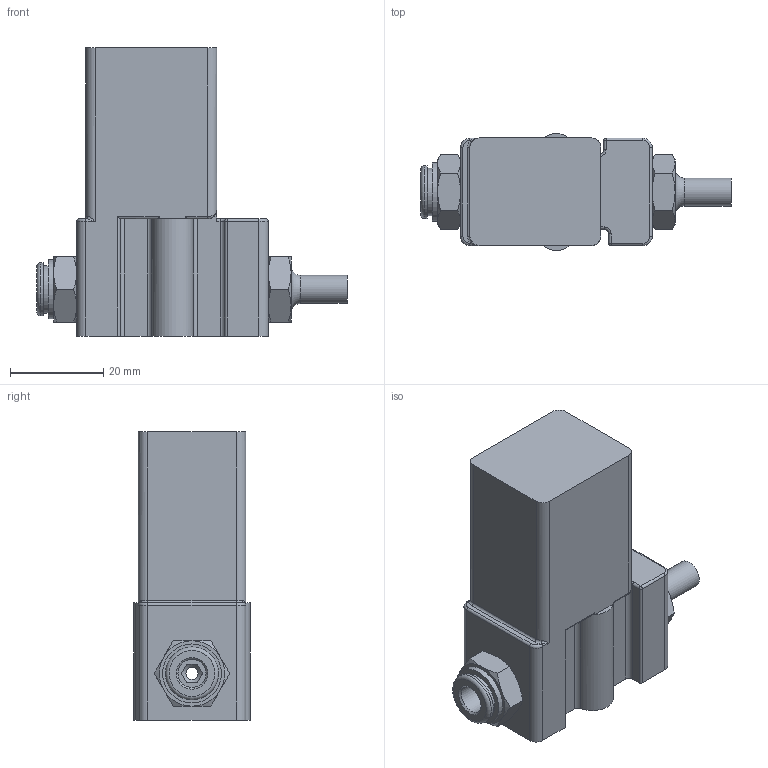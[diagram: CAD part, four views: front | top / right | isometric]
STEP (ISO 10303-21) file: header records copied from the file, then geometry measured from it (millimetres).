
FILE_DESCRIPTION(/* description */ (''),/* implementation_level */ '2;1');
FILE_NAME(/* name */ 'Solenoid.step',/* time_stamp */ '2025-11-18T10:53:09-05:00',/* author */ (''),/* organization */ (''),/* preprocessor_version */ 'ST-DEVELOPER v20.1',/* originating_system */ 'Autodesk Translation Framework v14.21.0.0',/* authorisation */ '');
FILE_SCHEMA (('AUTOMOTIVE_DESIGN { 1 0 10303 214 3 1 1 }'));
Length unit declared in the file: millimetre
Products named in the file (3): Solenoid; 5225K713; 5225K713_1
Assembly tree (2 placements, depth 2):
  Solenoid
    5225K713
    5225K713_1
Bounding box: 66.4 x 25 x 61.7 mm (x, y, z)
Volume: 46169.4 mm3; surface area: 13560.9 mm2
Topology: 3 solids, 3 shells, 170 faces, 411 edges, 252 vertices
Faces by surface type: plane 57, cylinder 47, cone 44, bspline 10, torus 10, sphere 2
Full cylindrical faces by diameter (mm): 2.6 x1, 4 x2, 6 x2, 8 x1, 10.206 x1, 11.34 x1, 12.6 x1
Entity records: 10866 total; most frequent: CARTESIAN_POINT 6968, ORIENTED_EDGE 814, DIRECTION 776, EDGE_CURVE 407, AXIS2_PLACEMENT_3D 311, VERTEX_POINT 252, EDGE_LOOP 185, FACE_OUTER_BOUND 170
